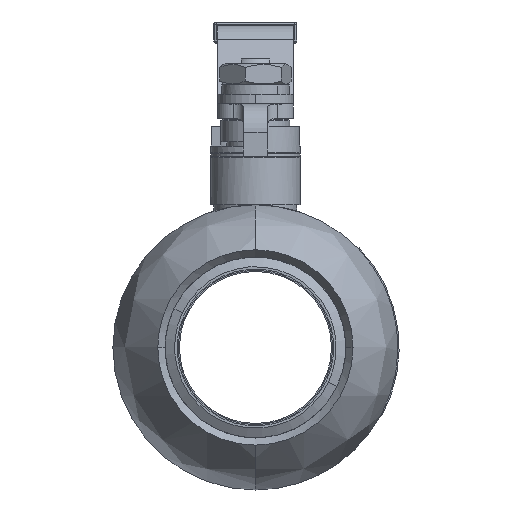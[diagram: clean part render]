
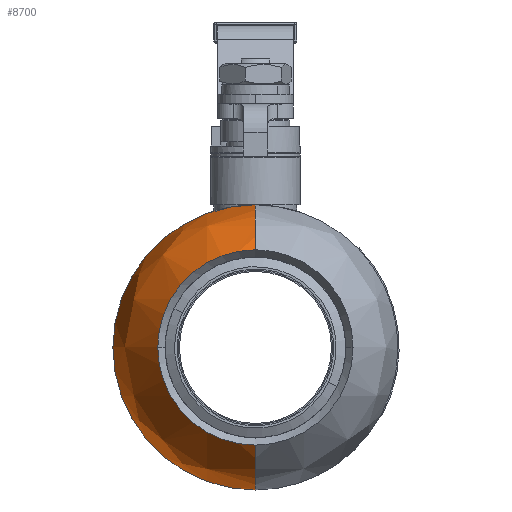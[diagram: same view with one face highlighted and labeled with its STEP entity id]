
A CAD part, left-side view. The second image highlights one B-rep face of the part: STEP entity #8700.
In plain terms, the highlighted free-form (B-spline) face has degree [2, 2] with [3, 9] control points.
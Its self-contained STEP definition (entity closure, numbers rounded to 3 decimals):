
#2575=CARTESIAN_POINT('',(-64.814,41.111,161.753));
#2576=VERTEX_POINT('',#2575);
#2583=CARTESIAN_POINT('',(-64.814,0.,120.642));
#2584=VERTEX_POINT('',#2583);
#2585=CARTESIAN_POINT('',(-64.814,0.,161.753));
#2586=DIRECTION('',(1.0,0.0,0.0));
#2587=DIRECTION('',(0.0,-1.0,0.0));
#2588=AXIS2_PLACEMENT_3D('',#2585,#2586,#2587);
#2589=CIRCLE('',#2588,41.111);
#2590=EDGE_CURVE('',#2576,#2584,#2589,.F.);
#2637=CARTESIAN_POINT('',(-25.672,0.,101.753));
#2638=VERTEX_POINT('',#2637);
#2639=CARTESIAN_POINT('',(-25.672,0.,151.753));
#2640=DIRECTION('',(0.0,1.0,0.0));
#2641=DIRECTION('',(0.0,0.0,-1.0));
#2642=AXIS2_PLACEMENT_3D('',#2639,#2640,#2641);
#2643=CIRCLE('',#2642,50.0);
#2644=EDGE_CURVE('',#2638,#2584,#2643,.T.);
#2664=CARTESIAN_POINT('',(-25.672,0.,221.753));
#2665=VERTEX_POINT('',#2664);
#2673=CARTESIAN_POINT('',(-64.814,0.,202.864));
#2674=VERTEX_POINT('',#2673);
#2675=CARTESIAN_POINT('',(-25.672,0.,171.753));
#2676=DIRECTION('',(0.0,1.0,0.0));
#2677=DIRECTION('',(0.0,0.0,1.0));
#2678=AXIS2_PLACEMENT_3D('',#2675,#2676,#2677);
#2679=CIRCLE('',#2678,50.0);
#2680=EDGE_CURVE('',#2674,#2665,#2679,.T.);
#4930=CARTESIAN_POINT('',(-25.672,60.,161.753));
#4931=VERTEX_POINT('',#4930);
#4940=CARTESIAN_POINT('',(-25.672,0.,161.753));
#4941=DIRECTION('',(-1.0,0.0,0.0));
#4942=DIRECTION('',(0.0,-1.0,0.0));
#4943=AXIS2_PLACEMENT_3D('',#4940,#4941,#4942);
#4944=CIRCLE('',#4943,60.);
#4945=EDGE_CURVE('',#2665,#4931,#4944,.T.);
#5343=CARTESIAN_POINT('',(-25.672,0.,161.753));
#5344=DIRECTION('',(-1.0,0.0,0.0));
#5345=DIRECTION('',(0.0,-1.0,0.0));
#5346=AXIS2_PLACEMENT_3D('',#5343,#5344,#5345);
#5347=CIRCLE('',#5346,60.);
#5348=EDGE_CURVE('',#4931,#2638,#5347,.T.);
#8651=CARTESIAN_POINT('',(-25.672,0.,221.753));
#8652=CARTESIAN_POINT('',(-49.801,0.,221.753));
#8653=CARTESIAN_POINT('',(-64.814,0.,202.864));
#8654=CARTESIAN_POINT('',(-25.672,-60.,221.753));
#8655=CARTESIAN_POINT('',(-49.801,-60.,221.753));
#8656=CARTESIAN_POINT('',(-64.814,-41.111,202.864));
#8657=CARTESIAN_POINT('',(-25.672,-60.0,161.753));
#8658=CARTESIAN_POINT('',(-49.801,-60.,161.753));
#8659=CARTESIAN_POINT('',(-64.814,-41.111,161.753));
#8660=CARTESIAN_POINT('',(-25.672,-60.,101.753));
#8661=CARTESIAN_POINT('',(-49.801,-60.,101.753));
#8662=CARTESIAN_POINT('',(-64.814,-41.111,120.642));
#8663=CARTESIAN_POINT('',(-25.672,0.,101.753));
#8664=CARTESIAN_POINT('',(-49.801,0.,101.753));
#8665=CARTESIAN_POINT('',(-64.814,0.,120.642));
#8666=CARTESIAN_POINT('',(-25.672,60.,101.753));
#8667=CARTESIAN_POINT('',(-49.801,60.,101.753));
#8668=CARTESIAN_POINT('',(-64.814,41.111,120.642));
#8669=CARTESIAN_POINT('',(-25.672,60.0,161.753));
#8670=CARTESIAN_POINT('',(-49.801,60.,161.753));
#8671=CARTESIAN_POINT('',(-64.814,41.111,161.753));
#8672=CARTESIAN_POINT('',(-25.672,60.,221.753));
#8673=CARTESIAN_POINT('',(-49.801,60.,221.753));
#8674=CARTESIAN_POINT('',(-64.814,41.111,202.864));
#8675=CARTESIAN_POINT('',(-25.672,0.,221.753));
#8676=CARTESIAN_POINT('',(-49.801,0.,221.753));
#8677=CARTESIAN_POINT('',(-64.814,0.,202.864));
#8685=(BOUNDED_SURFACE()B_SPLINE_SURFACE(2,2,((#8651,#8654,#8657,#8660,#8663,#8666,#8669,#8672,#8675),(#8652,#8655,#8658,#8661,#8664,#8667,#8670,#8673,#8676),(#8653,#8656,#8659,#8662,#8665,#8668,#8671,#8674,#8677)),.UNSPECIFIED.,.F.,.T.,.U.)B_SPLINE_SURFACE_WITH_KNOTS((3,3),(3,2,2,2,3),(0.,0.899),(0.0,1.571,3.142,4.712,6.283),.UNSPECIFIED.)GEOMETRIC_REPRESENTATION_ITEM()RATIONAL_B_SPLINE_SURFACE(((1.0,0.707,1.0,0.707,1.0,0.707,1.0,0.707,1.0),(0.901,0.637,0.901,0.637,0.901,0.637,0.901,0.637,0.901),(1.0,0.707,1.0,0.707,1.0,0.707,1.0,0.707,1.0)))REPRESENTATION_ITEM('')SURFACE());
#8686=ORIENTED_EDGE('',*,*,#2644,.T.);
#8687=ORIENTED_EDGE('',*,*,#2590,.F.);
#8688=CARTESIAN_POINT('',(-64.814,0.,161.753));
#8689=DIRECTION('',(1.0,0.0,0.0));
#8690=DIRECTION('',(0.0,-1.0,0.0));
#8691=AXIS2_PLACEMENT_3D('',#8688,#8689,#8690);
#8692=CIRCLE('',#8691,41.111);
#8693=EDGE_CURVE('',#2674,#2576,#8692,.F.);
#8694=ORIENTED_EDGE('',*,*,#8693,.F.);
#8695=ORIENTED_EDGE('',*,*,#2680,.T.);
#8696=ORIENTED_EDGE('',*,*,#4945,.T.);
#8697=ORIENTED_EDGE('',*,*,#5348,.T.);
#8698=EDGE_LOOP('',(#8686,#8687,#8694,#8695,#8696,#8697));
#8699=FACE_OUTER_BOUND('',#8698,.T.);
#8700=ADVANCED_FACE('',(#8699),#8685,.T.);
